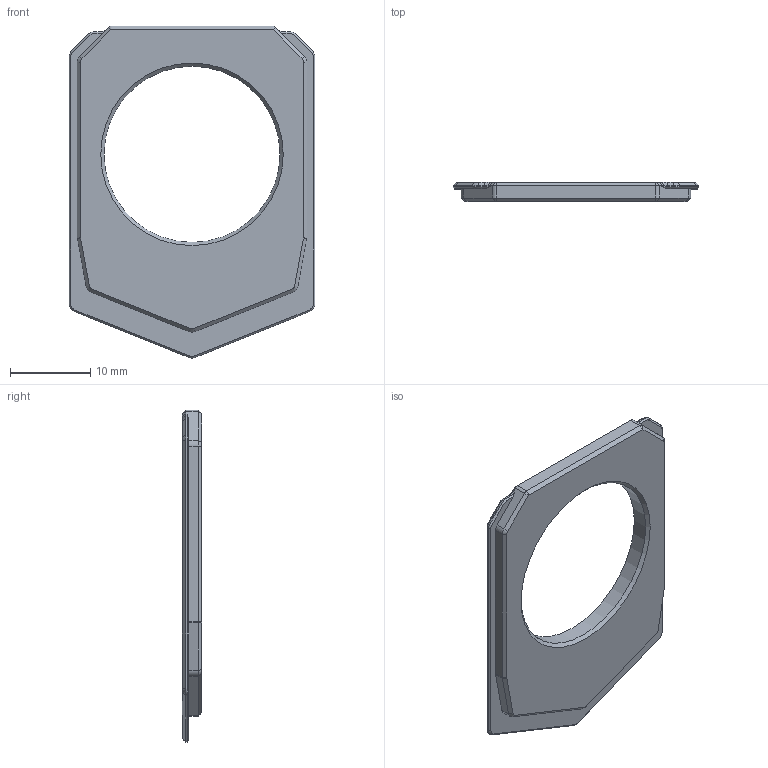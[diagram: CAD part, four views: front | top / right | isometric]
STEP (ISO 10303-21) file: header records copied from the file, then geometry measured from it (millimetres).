
FILE_DESCRIPTION(/* description */ (''),/* implementation_level */ '2;1');
FILE_NAME(/* name */ 'model.step',/* time_stamp */ '2024-10-29T12:38:04-07:00',/* author */ (''),/* organization */ (''),/* preprocessor_version */ 'ST-DEVELOPER v20',/* originating_system */ 'Autodesk Translation Framework v13.20.0.188',/* authorisation */ '');
FILE_SCHEMA (('AUTOMOTIVE_DESIGN { 1 0 10303 214 3 1 1 }'));
Length unit declared in the file: millimetre
Products named in the file (1): Base_grill
Bounding box: 30.6 x 2.4 x 41.4 mm (x, y, z)
Volume: 1505.1 mm3; surface area: 1981 mm2
Topology: 1 solids, 1 shells, 109 faces, 253 edges, 148 vertices
Faces by surface type: plane 50, cone 22, bspline 20, cylinder 17
Full cylindrical faces by diameter (mm): 6 x2, 21.962 x1
Entity records: 3367 total; most frequent: CARTESIAN_POINT 952, ORIENTED_EDGE 506, DIRECTION 458, EDGE_CURVE 253, LINE 164, VECTOR 164, VERTEX_POINT 148, AXIS2_PLACEMENT_3D 147
